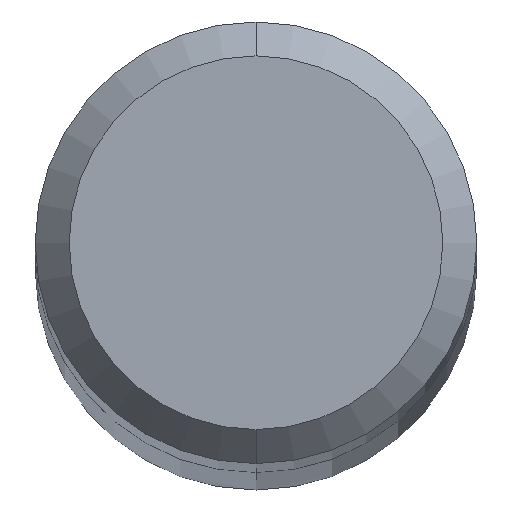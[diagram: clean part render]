
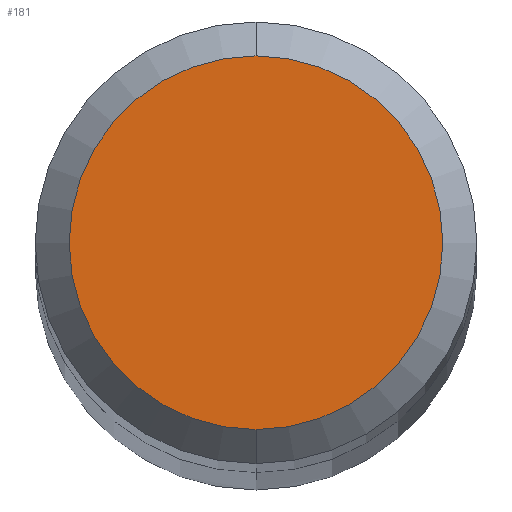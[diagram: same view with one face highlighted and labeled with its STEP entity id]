
A CAD part, top view. The second image highlights one B-rep face of the part: STEP entity #181.
In plain terms, the highlighted planar face has unit normal (0, 0, 1).
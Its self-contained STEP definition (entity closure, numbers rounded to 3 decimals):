
#181=ADVANCED_FACE('',(#443),#444,.T.);
#255=EDGE_CURVE('',#277,#353,#526,.T.);
#277=VERTEX_POINT('',#551);
#353=VERTEX_POINT('',#633);
#369=EDGE_CURVE('',#353,#277,#651,.T.);
#443=FACE_OUTER_BOUND('',#740,.T.);
#444=PLANE('',#741);
#526=CIRCLE('',#950,2.2);
#551=CARTESIAN_POINT('',(0.0,2.2,58.0));
#633=CARTESIAN_POINT('',(0.,-2.2,58.0));
#651=CIRCLE('',#1195,2.2);
#740=EDGE_LOOP('',(#1310,#1311));
#741=AXIS2_PLACEMENT_3D('',#1312,#1313,#1314);
#950=AXIS2_PLACEMENT_3D('',#1401,#1402,#1403);
#1195=AXIS2_PLACEMENT_3D('',#1538,#1539,#1540);
#1310=ORIENTED_EDGE('',*,*,#255,.F.);
#1311=ORIENTED_EDGE('',*,*,#369,.F.);
#1312=CARTESIAN_POINT('',(0.0,1.1,58.0));
#1313=DIRECTION('',(0.0,0.0,1.0));
#1314=DIRECTION('',(0.0,-1.0,0.0));
#1401=CARTESIAN_POINT('',(0.0,0.0,58.0));
#1402=DIRECTION('',(0.0,0.0,-1.0));
#1403=DIRECTION('',(0.0,1.0,0.0));
#1538=CARTESIAN_POINT('',(0.0,0.0,58.0));
#1539=DIRECTION('',(0.0,0.0,-1.0));
#1540=DIRECTION('',(0.0,1.0,0.0));
